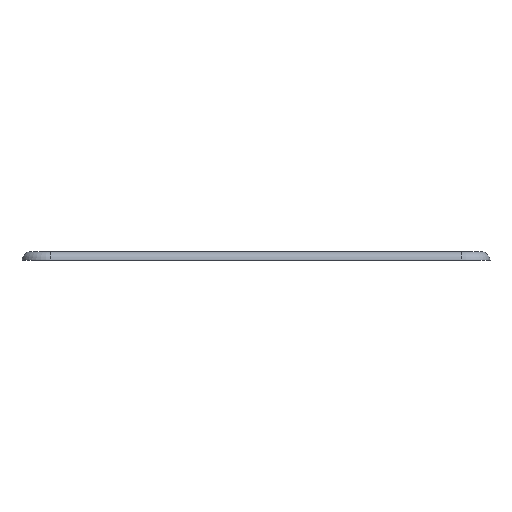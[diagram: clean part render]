
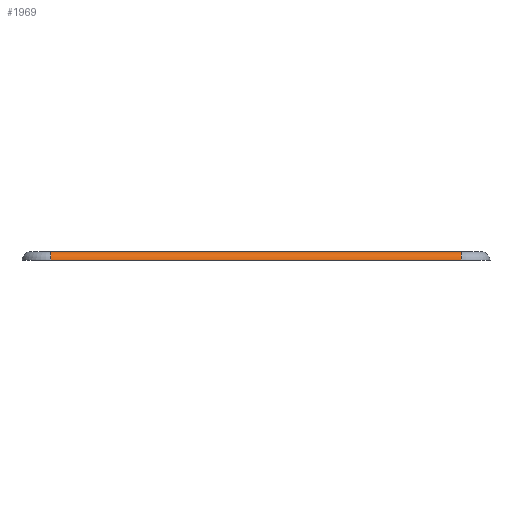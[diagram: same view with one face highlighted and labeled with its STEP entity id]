
A CAD part, front view. The second image highlights one B-rep face of the part: STEP entity #1969.
In plain terms, the highlighted cylindrical face has radius 1.5 mm (diameter 3 mm), a partial arc.
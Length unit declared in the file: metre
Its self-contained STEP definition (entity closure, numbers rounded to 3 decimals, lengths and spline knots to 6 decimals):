
#231=LINE('',#3310,#409);
#235=LINE('',#3325,#413);
#409=VECTOR('',#2723,1.);
#413=VECTOR('',#2735,1.);
#965=ORIENTED_EDGE('',*,*,#1264,.T.);
#966=ORIENTED_EDGE('',*,*,#1247,.F.);
#967=ORIENTED_EDGE('',*,*,#1265,.F.);
#968=ORIENTED_EDGE('',*,*,#1254,.T.);
#1247=EDGE_CURVE('',#1448,#1449,#231,.T.);
#1254=EDGE_CURVE('',#1456,#1455,#235,.T.);
#1264=EDGE_CURVE('',#1455,#1449,#1562,.T.);
#1265=EDGE_CURVE('',#1456,#1448,#1563,.T.);
#1448=VERTEX_POINT('',#3309);
#1449=VERTEX_POINT('',#3311);
#1455=VERTEX_POINT('',#3324);
#1456=VERTEX_POINT('',#3326);
#1562=CIRCLE('',#2181,0.0015);
#1563=CIRCLE('',#2183,0.0015);
#1692=EDGE_LOOP('',(#965,#966,#967,#968));
#1822=FACE_BOUND('',#1692,.T.);
#1873=CYLINDRICAL_SURFACE('',#2182,0.0015);
#1969=ADVANCED_FACE('',(#1822),#1873,.T.);
#2181=AXIS2_PLACEMENT_3D('',#3344,#2759,#2760);
#2182=AXIS2_PLACEMENT_3D('',#3345,#2761,#2762);
#2183=AXIS2_PLACEMENT_3D('',#3346,#2763,#2764);
#2723=DIRECTION('',(1.,0.,0.));
#2735=DIRECTION('',(1.,0.,0.));
#2759=DIRECTION('',(-1.,0.,0.));
#2760=DIRECTION('',(0.,0.,1.));
#2761=DIRECTION('',(-1.,0.,0.));
#2762=DIRECTION('',(0.,0.,1.));
#2763=DIRECTION('',(-1.,0.,0.));
#2764=DIRECTION('',(0.,0.,1.));
#3309=CARTESIAN_POINT('',(-0.03575,-0.0466,0.0015));
#3310=CARTESIAN_POINT('',(0.03575,-0.0466,0.0015));
#3311=CARTESIAN_POINT('',(0.03575,-0.0466,0.0015));
#3324=CARTESIAN_POINT('',(0.03575,-0.0481,0.));
#3325=CARTESIAN_POINT('',(0.,-0.0481,0.));
#3326=CARTESIAN_POINT('',(-0.03575,-0.0481,0.));
#3344=CARTESIAN_POINT('',(0.03575,-0.0466,0.));
#3345=CARTESIAN_POINT('',(0.,-0.0466,0.));
#3346=CARTESIAN_POINT('',(-0.03575,-0.0466,0.));
